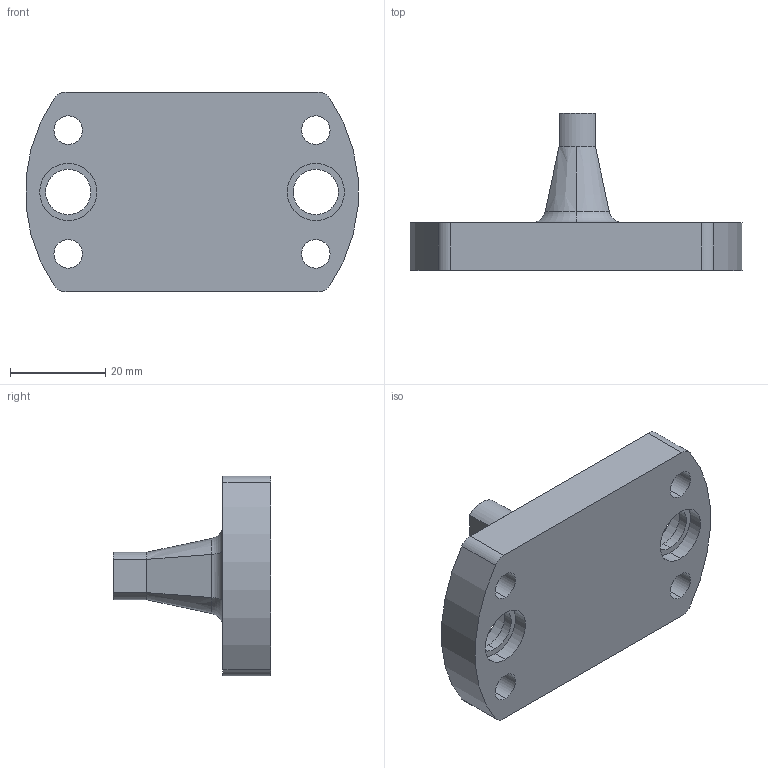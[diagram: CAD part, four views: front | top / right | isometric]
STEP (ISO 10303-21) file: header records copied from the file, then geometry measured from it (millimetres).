
FILE_DESCRIPTION (( 'STEP AP214' ), '1' );
FILE_NAME ('MEIG0045.STEP', '2017-05-18T13:30:15', ( '' ), ( '' ), 'SwSTEP 2.0', 'SolidWorks 2017', '' );
FILE_SCHEMA (( 'AUTOMOTIVE_DESIGN' ));
Length unit declared in the file: millimetre
Products named in the file (1): MEIG0045
Bounding box: 69.75 x 33 x 42 mm (x, y, z)
Volume: 25685.6 mm3; surface area: 9385.6 mm2
Topology: 1 solids, 1 shells, 58 faces, 140 edges, 90 vertices
Faces by surface type: cylinder 33, plane 15, cone 7, torus 3
Entity records: 1861 total; most frequent: CARTESIAN_POINT 412, DIRECTION 311, ORIENTED_EDGE 280, EDGE_CURVE 140, AXIS2_PLACEMENT_3D 129, VERTEX_POINT 90, EDGE_LOOP 76, CIRCLE 70
